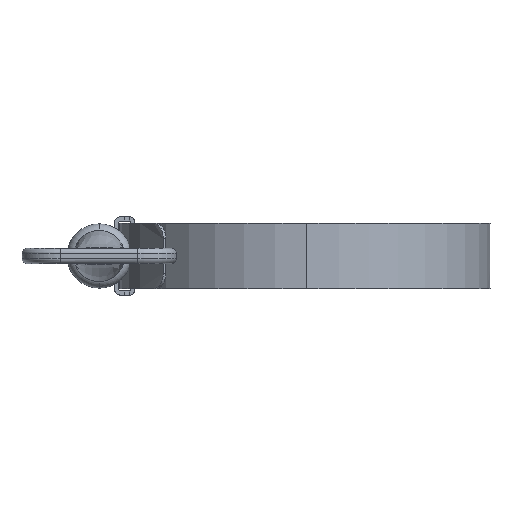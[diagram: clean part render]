
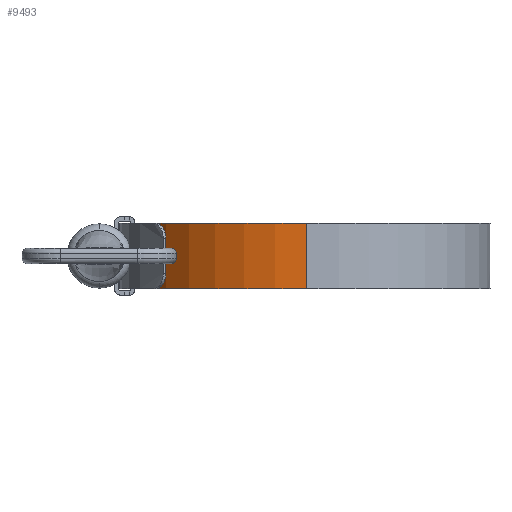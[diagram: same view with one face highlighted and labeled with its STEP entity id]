
A CAD part, left-side view. The second image highlights one B-rep face of the part: STEP entity #9493.
In plain terms, the highlighted cylindrical face has radius 35.64 mm (diameter 71.28 mm), a partial arc.
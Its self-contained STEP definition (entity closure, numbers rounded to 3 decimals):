
#195 = DIRECTION ( 'NONE',  ( 1., 0., 0. ) ) ;
#304 = CARTESIAN_POINT ( 'NONE',  ( 6.294, 35.08, -6.35 ) ) ;
#421 = CARTESIAN_POINT ( 'NONE',  ( 9.224, 34.426, -3.35 ) ) ;
#467 = DIRECTION ( 'NONE',  ( 0., 0., -1. ) ) ;
#633 = CARTESIAN_POINT ( 'NONE',  ( -35.64, 0., -6.35 ) ) ;
#711 = CIRCLE ( 'NONE', #1818, 35.64 ) ;
#959 = CARTESIAN_POINT ( 'NONE',  ( 6.294, 35.08, -6.35 ) ) ;
#1110 = CARTESIAN_POINT ( 'NONE',  ( 8.841, 34.526, -4.853 ) ) ;
#1199 = ORIENTED_EDGE ( 'NONE', *, *, #7325, .F. ) ;
#1261 = CARTESIAN_POINT ( 'NONE',  ( 7.599, 34.821, 6.047 ) ) ;
#1806 = CARTESIAN_POINT ( 'NONE',  ( 8.091, 34.71, -5.734 ) ) ;
#1818 = AXIS2_PLACEMENT_3D ( 'NONE', #6859, #6955, #195 ) ;
#1952 = CARTESIAN_POINT ( 'NONE',  ( -35.64, 0., 6.35 ) ) ;
#2010 = LINE ( 'NONE', #1952, #5374 ) ;
#2184 = CARTESIAN_POINT ( 'NONE',  ( 0., 0., 6.35 ) ) ;
#2429 = B_SPLINE_CURVE_WITH_KNOTS ( 'NONE', 3,
 ( #421, #4789, #7818, #8567, #9408, #7973, #1110, #2702, #2507, #7174, #1806, #7023, #6378, #5540, #4897, #959 ),
 .UNSPECIFIED., .F., .F.,
 ( 4, 2, 2, 2, 2, 2, 2, 4 ),
 ( 0., 0.001, 0.001, 0.002, 0.002, 0.003, 0.004, 0.005 ),
 .UNSPECIFIED. ) ;
#2466 = VERTEX_POINT ( 'NONE', #3967 ) ;
#2506 = VERTEX_POINT ( 'NONE', #304 ) ;
#2507 = CARTESIAN_POINT ( 'NONE',  ( 8.507, 34.61, -5.333 ) ) ;
#2702 = CARTESIAN_POINT ( 'NONE',  ( 8.63, 34.58, -5.179 ) ) ;
#2707 = CARTESIAN_POINT ( 'NONE',  ( 8.506, 34.61, 5.335 ) ) ;
#2857 = CARTESIAN_POINT ( 'NONE',  ( 7.768, 34.784, 5.955 ) ) ;
#3644 = CARTESIAN_POINT ( 'NONE',  ( 8.236, 34.676, 5.612 ) ) ;
#3693 = CARTESIAN_POINT ( 'NONE',  ( 7.244, 34.897, 6.197 ) ) ;
#3742 = EDGE_CURVE ( 'NONE', #4447, #7282, #4852, .T. ) ;
#3785 = VECTOR ( 'NONE', #467, 1000. ) ;
#3967 = CARTESIAN_POINT ( 'NONE',  ( 9.224, 34.426, -3.35 ) ) ;
#4244 = CARTESIAN_POINT ( 'NONE',  ( 6.294, 35.08, 6.35 ) ) ;
#4292 = CARTESIAN_POINT ( 'NONE',  ( 9.224, 34.426, 3.35 ) ) ;
#4394 = EDGE_LOOP ( 'NONE', ( #1199, #8173, #5012, #9607, #6803, #8167 ) ) ;
#4398 = CARTESIAN_POINT ( 'NONE',  ( 8.086, 34.711, 5.738 ) ) ;
#4442 = CARTESIAN_POINT ( 'NONE',  ( 9.224, 34.426, 3.746 ) ) ;
#4447 = VERTEX_POINT ( 'NONE', #5620 ) ;
#4789 = CARTESIAN_POINT ( 'NONE',  ( 9.224, 34.426, -3.548 ) ) ;
#4852 = CIRCLE ( 'NONE', #8024, 35.64 ) ;
#4897 = CARTESIAN_POINT ( 'NONE',  ( 6.684, 35.01, -6.35 ) ) ;
#5012 = ORIENTED_EDGE ( 'NONE', *, *, #9594, .T. ) ;
#5211 = DIRECTION ( 'NONE',  ( 0., 0., -1. ) ) ;
#5374 = VECTOR ( 'NONE', #9051, 1000. ) ;
#5540 = CARTESIAN_POINT ( 'NONE',  ( 7.071, 34.933, -6.271 ) ) ;
#5620 = CARTESIAN_POINT ( 'NONE',  ( 6.294, 35.08, 6.35 ) ) ;
#5891 = CARTESIAN_POINT ( 'NONE',  ( 8.626, 34.58, 5.184 ) ) ;
#6011 = DIRECTION ( 'NONE',  ( -1., 0., 0. ) ) ;
#6197 = DIRECTION ( 'NONE',  ( 0., 0., 1. ) ) ;
#6231 = EDGE_CURVE ( 'NONE', #2506, #6853, #711, .T. ) ;
#6378 = CARTESIAN_POINT ( 'NONE',  ( 7.6, 34.821, -6.047 ) ) ;
#6628 = CARTESIAN_POINT ( 'NONE',  ( 6.68, 35.009, 6.331 ) ) ;
#6675 = CARTESIAN_POINT ( 'NONE',  ( 7.057, 34.935, 6.255 ) ) ;
#6695 = FACE_OUTER_BOUND ( 'NONE', #4394, .T. ) ;
#6721 = CARTESIAN_POINT ( 'NONE',  ( 9.147, 34.446, 4.14 ) ) ;
#6803 = ORIENTED_EDGE ( 'NONE', *, *, #8246, .T. ) ;
#6806 = LINE ( 'NONE', #7220, #3785 ) ;
#6853 = VERTEX_POINT ( 'NONE', #633 ) ;
#6859 = CARTESIAN_POINT ( 'NONE',  ( 0., 0., -6.35 ) ) ;
#6938 = AXIS2_PLACEMENT_3D ( 'NONE', #2184, #5211, #6011 ) ;
#6955 = DIRECTION ( 'NONE',  ( 0., 0., 1. ) ) ;
#6986 = CARTESIAN_POINT ( 'NONE',  ( 9.224, 34.426, 3.35 ) ) ;
#7023 = CARTESIAN_POINT ( 'NONE',  ( 7.771, 34.783, -5.953 ) ) ;
#7174 = CARTESIAN_POINT ( 'NONE',  ( 8.238, 34.675, -5.61 ) ) ;
#7220 = CARTESIAN_POINT ( 'NONE',  ( 9.224, 34.426, 6.35 ) ) ;
#7282 = VERTEX_POINT ( 'NONE', #8716 ) ;
#7325 = EDGE_CURVE ( 'NONE', #7282, #6853, #2010, .T. ) ;
#7426 = CARTESIAN_POINT ( 'NONE',  ( 8.93, 34.503, 4.682 ) ) ;
#7432 = EDGE_CURVE ( 'NONE', #7844, #2466, #6806, .T. ) ;
#7818 = CARTESIAN_POINT ( 'NONE',  ( 9.206, 34.431, -3.743 ) ) ;
#7844 = VERTEX_POINT ( 'NONE', #6986 ) ;
#7973 = CARTESIAN_POINT ( 'NONE',  ( 8.93, 34.503, -4.68 ) ) ;
#8024 = AXIS2_PLACEMENT_3D ( 'NONE', #8342, #6197, #9420 ) ;
#8076 = CARTESIAN_POINT ( 'NONE',  ( 6.489, 35.045, 6.35 ) ) ;
#8167 = ORIENTED_EDGE ( 'NONE', *, *, #6231, .T. ) ;
#8173 = ORIENTED_EDGE ( 'NONE', *, *, #3742, .F. ) ;
#8246 = EDGE_CURVE ( 'NONE', #2466, #2506, #2429, .T. ) ;
#8342 = CARTESIAN_POINT ( 'NONE',  ( 0., 0., 6.35 ) ) ;
#8567 = CARTESIAN_POINT ( 'NONE',  ( 9.132, 34.45, -4.127 ) ) ;
#8716 = CARTESIAN_POINT ( 'NONE',  ( -35.64, 0., 6.35 ) ) ;
#8916 = CARTESIAN_POINT ( 'NONE',  ( 8.839, 34.527, 4.856 ) ) ;
#8987 = CYLINDRICAL_SURFACE ( 'NONE', #6938, 35.64 ) ;
#9051 = DIRECTION ( 'NONE',  ( 0., 0., -1. ) ) ;
#9285 = B_SPLINE_CURVE_WITH_KNOTS ( 'NONE', 3,
 ( #4244, #8076, #6628, #6675, #3693, #1261, #2857, #4398, #3644, #2707, #5891, #8916, #7426, #6721, #4442, #4292 ),
 .UNSPECIFIED., .F., .F.,
 ( 4, 2, 2, 2, 2, 2, 2, 4 ),
 ( 0., 0.001, 0.001, 0.002, 0.002, 0.003, 0.004, 0.005 ),
 .UNSPECIFIED. ) ;
#9408 = CARTESIAN_POINT ( 'NONE',  ( 9.076, 34.465, -4.317 ) ) ;
#9420 = DIRECTION ( 'NONE',  ( 1., 0., 0. ) ) ;
#9493 = ADVANCED_FACE ( 'NONE', ( #6695 ), #8987, .T. ) ;
#9594 = EDGE_CURVE ( 'NONE', #4447, #7844, #9285, .T. ) ;
#9607 = ORIENTED_EDGE ( 'NONE', *, *, #7432, .T. ) ;
